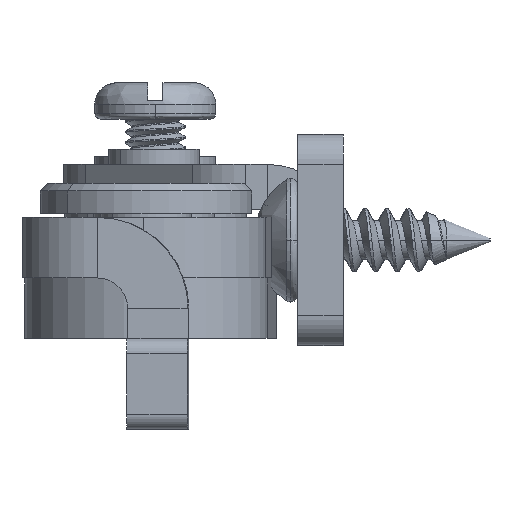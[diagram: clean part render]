
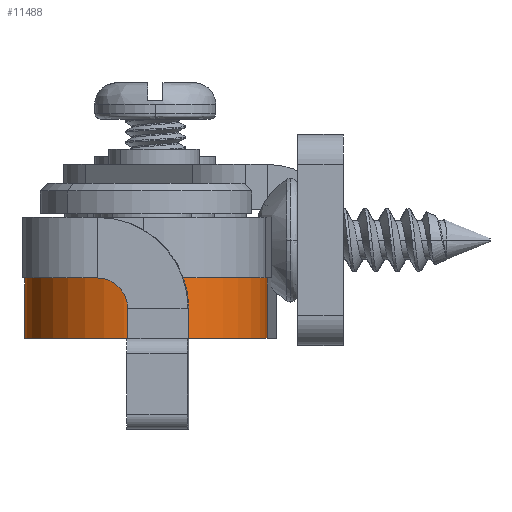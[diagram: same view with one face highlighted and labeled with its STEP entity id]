
A CAD part, left-side view. The second image highlights one B-rep face of the part: STEP entity #11488.
In plain terms, the highlighted cylindrical face has radius 8 mm (diameter 16 mm), a partial arc.
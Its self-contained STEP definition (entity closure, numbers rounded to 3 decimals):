
#586 = AXIS2_PLACEMENT_3D ( 'NONE', #11116, #3065, #7087 ) ;
#744 = CARTESIAN_POINT ( 'NONE',  ( 0., -4., 8. ) ) ;
#902 = DIRECTION ( 'NONE',  ( 0., 1., 0. ) ) ;
#1037 = CIRCLE ( 'NONE', #9600, 8. ) ;
#2222 = VECTOR ( 'NONE', #3948, 1000. ) ;
#3065 = DIRECTION ( 'NONE',  ( 0., 1., 0. ) ) ;
#3245 = VECTOR ( 'NONE', #902, 1000. ) ;
#3266 = EDGE_CURVE ( 'NONE', #3721, #9254, #11029, .T. ) ;
#3431 = EDGE_CURVE ( 'NONE', #3721, #11199, #1037, .T. ) ;
#3721 = VERTEX_POINT ( 'NONE', #7637 ) ;
#3728 = ORIENTED_EDGE ( 'NONE', *, *, #8709, .F. ) ;
#3948 = DIRECTION ( 'NONE',  ( 0., 1., 0. ) ) ;
#4066 = DIRECTION ( 'NONE',  ( 0., 1., 0. ) ) ;
#4109 = ORIENTED_EDGE ( 'NONE', *, *, #3266, .F. ) ;
#5846 = CARTESIAN_POINT ( 'NONE',  ( 0., -4., 0. ) ) ;
#6654 = DIRECTION ( 'NONE',  ( 0., 1., 0. ) ) ;
#6826 = EDGE_CURVE ( 'NONE', #11199, #11918, #9796, .T. ) ;
#7087 = DIRECTION ( 'NONE',  ( 0., 0., 1. ) ) ;
#7283 = FACE_OUTER_BOUND ( 'NONE', #7697, .T. ) ;
#7637 = CARTESIAN_POINT ( 'NONE',  ( 0., -4., -8. ) ) ;
#7697 = EDGE_LOOP ( 'NONE', ( #3728, #4109, #11263, #13282 ) ) ;
#7748 = CIRCLE ( 'NONE', #13119, 8. ) ;
#8709 = EDGE_CURVE ( 'NONE', #9254, #11918, #7748, .T. ) ;
#9090 = CARTESIAN_POINT ( 'NONE',  ( 0., 0., 0. ) ) ;
#9254 = VERTEX_POINT ( 'NONE', #11400 ) ;
#9600 = AXIS2_PLACEMENT_3D ( 'NONE', #5846, #6654, #9741 ) ;
#9741 = DIRECTION ( 'NONE',  ( 0., 0., 1. ) ) ;
#9796 = LINE ( 'NONE', #744, #2222 ) ;
#10079 = CARTESIAN_POINT ( 'NONE',  ( 0., -4., -8. ) ) ;
#10727 = CARTESIAN_POINT ( 'NONE',  ( 0., -4., 8. ) ) ;
#10837 = CARTESIAN_POINT ( 'NONE',  ( 0., 0., 8. ) ) ;
#11029 = LINE ( 'NONE', #10079, #3245 ) ;
#11116 = CARTESIAN_POINT ( 'NONE',  ( 0., -4., 0. ) ) ;
#11199 = VERTEX_POINT ( 'NONE', #10727 ) ;
#11263 = ORIENTED_EDGE ( 'NONE', *, *, #3431, .T. ) ;
#11400 = CARTESIAN_POINT ( 'NONE',  ( 0., 0., -8. ) ) ;
#11488 = ADVANCED_FACE ( 'NONE', ( #7283 ), #12195, .T. ) ;
#11918 = VERTEX_POINT ( 'NONE', #10837 ) ;
#12195 = CYLINDRICAL_SURFACE ( 'NONE', #586, 8. ) ;
#13119 = AXIS2_PLACEMENT_3D ( 'NONE', #9090, #4066, #13212 ) ;
#13212 = DIRECTION ( 'NONE',  ( 0., 0., 1. ) ) ;
#13282 = ORIENTED_EDGE ( 'NONE', *, *, #6826, .T. ) ;
